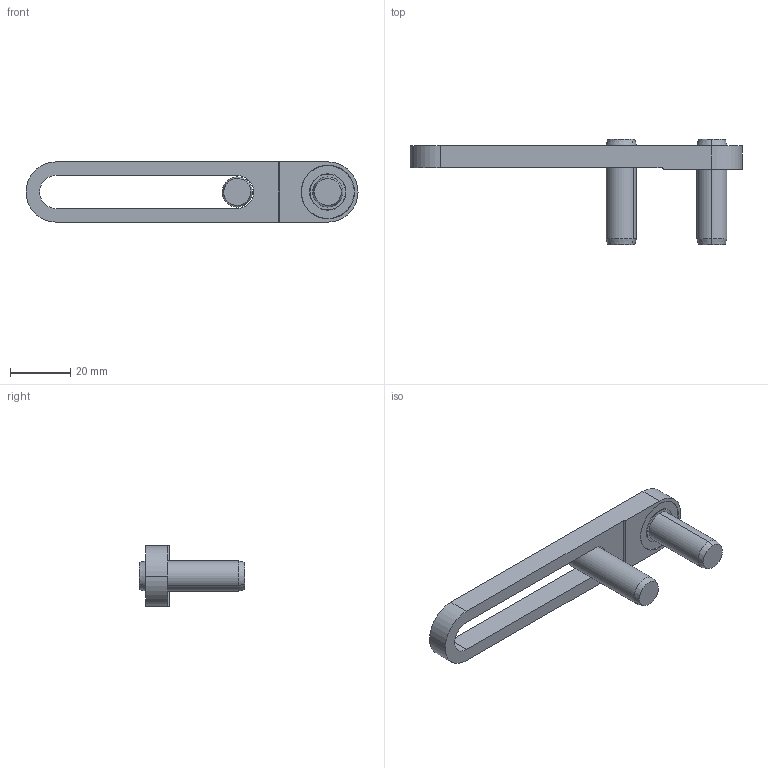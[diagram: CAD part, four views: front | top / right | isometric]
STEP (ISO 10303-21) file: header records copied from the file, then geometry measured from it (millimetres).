
FILE_DESCRIPTION (( 'STEP AP214' ), '1' );
FILE_NAME ('SL602008.STEP', '2014-02-18T11:27:40', ( '' ), ( '' ), 'SwSTEP 2.0', 'SolidWorks 2013', '' );
FILE_SCHEMA (( 'AUTOMOTIVE_DESIGN' ));
Length unit declared in the file: millimetre
Products named in the file (4): 1324-01-10-20; SL602008; parallel pin unhardened_din_Parallel Pin ISO 2338 - 10 m8 x 35 - St; 1324-02-10-20
Assembly tree (4 placements, depth 2):
  SL602008
    1324-01-10-20
    1324-02-10-20
    parallel pin unhardened_din_Parallel Pin ISO 2338 - 10 m8 x 35 - St  x2
Bounding box: 110 x 35 x 20 mm (x, y, z)
Volume: 14927.1 mm3; surface area: 9010.6 mm2
Topology: 4 solids, 4 shells, 48 faces, 102 edges, 64 vertices
Faces by surface type: cylinder 21, plane 15, cone 8, torus 4
Entity records: 1292 total; most frequent: DIRECTION 232, CARTESIAN_POINT 191, ORIENTED_EDGE 176, AXIS2_PLACEMENT_3D 97, EDGE_CURVE 88, VERTEX_POINT 56, CIRCLE 50, EDGE_LOOP 48
